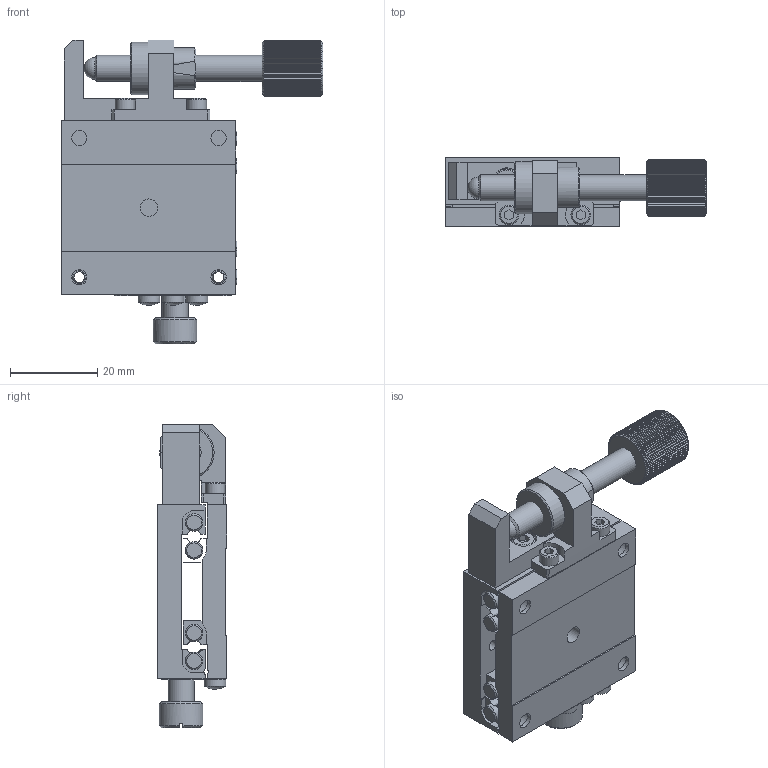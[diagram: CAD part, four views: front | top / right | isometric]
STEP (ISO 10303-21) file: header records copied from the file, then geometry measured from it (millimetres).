
FILE_DESCRIPTION (( 'STEP AP203' ), '1' );
FILE_NAME ('528907.STEP', '2024-11-13T01:21:44', ( 'Windows User' ), ( 'P R C' ), 'SwSTEP 2.0', 'SolidWorks 2020', '' );
FILE_SCHEMA (( 'CONFIG_CONTROL_DESIGN' ));
Length unit declared in the file: millimetre
Products named in the file (1): 528907
Bounding box: 60.2 x 16 x 69.8 mm (x, y, z)
Surface area: 15410.7 mm2 (no closed solid volume)
Topology: 0 solids, 8 shells, 591 faces, 1435 edges, 857 vertices
Faces by surface type: plane 285, cone 166, cylinder 136, sphere 4
Full cylindrical faces by diameter (mm): 2.459 x8, 3.5 x4, 4 x10, 4.5 x2, 5 x3, 5.5 x2, 6 x8, 9.5 x1, 10 x1, 12 x1
Entity records: 17293 total; most frequent: CARTESIAN_POINT 4155, DIRECTION 2676, ORIENTED_EDGE 2627, EDGE_CURVE 1352, AXIS2_PLACEMENT_3D 1038, VERTEX_POINT 837, EDGE_LOOP 693, FACE_OUTER_BOUND 630
